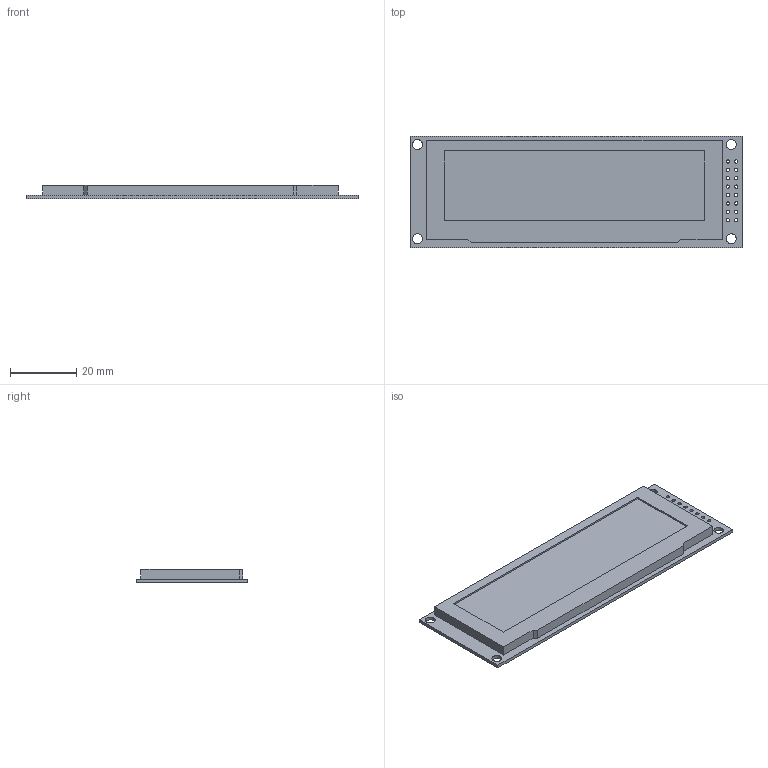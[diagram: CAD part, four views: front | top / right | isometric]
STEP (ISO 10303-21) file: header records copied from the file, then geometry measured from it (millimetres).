
FILE_DESCRIPTION (( 'STEP AP214' ), '1' );
FILE_NAME ('5B2426B2-8686-433E-9479-C00C36670448.STEP', '2023-01-03T06:43:20', ( '' ), ( '' ), 'SwSTEP 2.0', 'SolidWorks 2022', '' );
FILE_SCHEMA (( 'AUTOMOTIVE_DESIGN' ));
Length unit declared in the file: millimetre
Products named in the file (1): 5B2426B2-8686-433E-9479-C00C36670448
Bounding box: 100.5 x 33.7 x 4 mm (x, y, z)
Volume: 10703.3 mm3; surface area: 7866.6 mm2
Topology: 1 solids, 1 shells, 60 faces, 168 edges, 112 vertices
Faces by surface type: cylinder 40, plane 20
Entity records: 2746 total; most frequent: DIRECTION 370, CARTESIAN_POINT 341, ORIENTED_EDGE 336, EDGE_CURVE 168, AXIS2_PLACEMENT_3D 141, VERTEX_POINT 112, EDGE_LOOP 102, VECTOR 88
